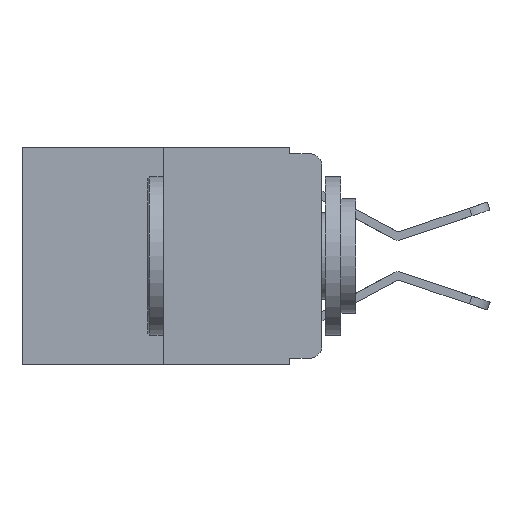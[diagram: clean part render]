
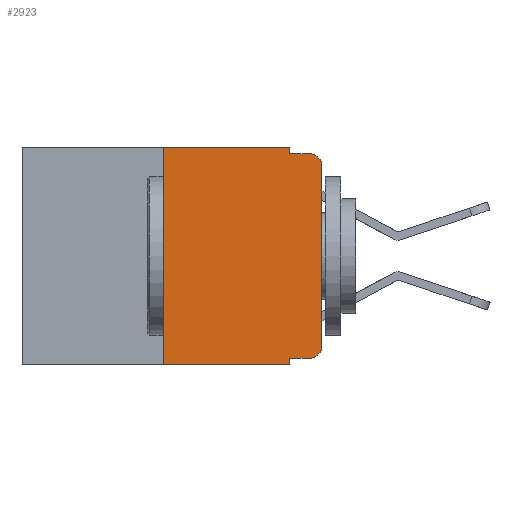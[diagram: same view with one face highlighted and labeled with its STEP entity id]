
A CAD part, left-side view. The second image highlights one B-rep face of the part: STEP entity #2923.
In plain terms, the highlighted planar face has unit normal (-1, 0, 0).
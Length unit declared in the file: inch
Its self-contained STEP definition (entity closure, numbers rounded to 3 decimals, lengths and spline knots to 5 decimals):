
#145 = VERTEX_POINT ( 'NONE', #2090 ) ;
#190 = DIRECTION ( 'NONE',  ( 0., 0., 1. ) ) ;
#351 = VECTOR ( 'NONE', #11498, 39.37008 ) ;
#447 = ORIENTED_EDGE ( 'NONE', *, *, #11378, .T. ) ;
#467 = EDGE_CURVE ( 'NONE', #5097, #11637, #1942, .T. ) ;
#602 = VECTOR ( 'NONE', #1070, 39.37008 ) ;
#807 = EDGE_CURVE ( 'NONE', #8008, #5097, #10743, .T. ) ;
#1070 = DIRECTION ( 'NONE',  ( 0., -1., 0. ) ) ;
#1101 = CIRCLE ( 'NONE', #6602, 0.02 ) ;
#1810 = VERTEX_POINT ( 'NONE', #9108 ) ;
#1861 = DIRECTION ( 'NONE',  ( 1., 0., 0. ) ) ;
#1886 = CARTESIAN_POINT ( 'NONE',  ( 0., 0.02, -0.03 ) ) ;
#1942 = LINE ( 'NONE', #8511, #8439 ) ;
#1993 = ORIENTED_EDGE ( 'NONE', *, *, #467, .F. ) ;
#2090 = CARTESIAN_POINT ( 'NONE',  ( 0., 0.051, -0.333 ) ) ;
#2784 = CARTESIAN_POINT ( 'NONE',  ( 0., 0.473, 0. ) ) ;
#2923 = ADVANCED_FACE ( 'NONE', ( #11213 ), #5471, .F. ) ;
#3080 = ORIENTED_EDGE ( 'NONE', *, *, #3374, .T. ) ;
#3151 = EDGE_CURVE ( 'NONE', #6975, #6283, #1101, .T. ) ;
#3330 = DIRECTION ( 'NONE',  ( 0., 0., -1. ) ) ;
#3346 = CIRCLE ( 'NONE', #7254, 0.02 ) ;
#3374 = EDGE_CURVE ( 'NONE', #4785, #1810, #3790, .T. ) ;
#3413 = CARTESIAN_POINT ( 'NONE',  ( 0., 0.051, 0. ) ) ;
#3529 = EDGE_CURVE ( 'NONE', #6283, #4112, #4099, .T. ) ;
#3752 = CARTESIAN_POINT ( 'NONE',  ( 0., 0.02, -0.01 ) ) ;
#3790 = LINE ( 'NONE', #3976, #351 ) ;
#3803 = DIRECTION ( 'NONE',  ( 0., 0., -1. ) ) ;
#3924 = CARTESIAN_POINT ( 'NONE',  ( 0., 0.051, 0. ) ) ;
#3976 = CARTESIAN_POINT ( 'NONE',  ( 0., 0.473, -0.343 ) ) ;
#4099 = LINE ( 'NONE', #7598, #6416 ) ;
#4112 = VERTEX_POINT ( 'NONE', #6123 ) ;
#4288 = AXIS2_PLACEMENT_3D ( 'NONE', #2784, #1861, #3803 ) ;
#4574 = DIRECTION ( 'NONE',  ( -1., 0., 0. ) ) ;
#4675 = ORIENTED_EDGE ( 'NONE', *, *, #7529, .F. ) ;
#4785 = VERTEX_POINT ( 'NONE', #8851 ) ;
#4846 = CARTESIAN_POINT ( 'NONE',  ( 0., 0.02, -0.333 ) ) ;
#4986 = VERTEX_POINT ( 'NONE', #11739 ) ;
#5097 = VERTEX_POINT ( 'NONE', #6364 ) ;
#5160 = DIRECTION ( 'NONE',  ( -1., 0., 0. ) ) ;
#5471 = PLANE ( 'NONE',  #4288 ) ;
#5492 = VECTOR ( 'NONE', #8313, 39.37008 ) ;
#6123 = CARTESIAN_POINT ( 'NONE',  ( 0., 0., -0.03 ) ) ;
#6276 = VECTOR ( 'NONE', #10657, 39.37008 ) ;
#6283 = VERTEX_POINT ( 'NONE', #11644 ) ;
#6347 = CARTESIAN_POINT ( 'NONE',  ( 0., 0.051, 0. ) ) ;
#6364 = CARTESIAN_POINT ( 'NONE',  ( 0., 0.051, -0.01 ) ) ;
#6416 = VECTOR ( 'NONE', #190, 39.37008 ) ;
#6602 = AXIS2_PLACEMENT_3D ( 'NONE', #7246, #5160, #3330 ) ;
#6859 = LINE ( 'NONE', #3924, #6276 ) ;
#6975 = VERTEX_POINT ( 'NONE', #4846 ) ;
#7246 = CARTESIAN_POINT ( 'NONE',  ( 0., 0.02, -0.313 ) ) ;
#7254 = AXIS2_PLACEMENT_3D ( 'NONE', #1886, #4574, #9220 ) ;
#7315 = EDGE_LOOP ( 'NONE', ( #11571, #11186, #1993, #12108, #11049, #9819, #3080, #4675, #447, #7587 ) ) ;
#7529 = EDGE_CURVE ( 'NONE', #145, #1810, #6859, .T. ) ;
#7581 = DIRECTION ( 'NONE',  ( 0., -1., 0. ) ) ;
#7587 = ORIENTED_EDGE ( 'NONE', *, *, #3151, .T. ) ;
#7598 = CARTESIAN_POINT ( 'NONE',  ( 0., 0., 0. ) ) ;
#7640 = VECTOR ( 'NONE', #7581, 39.37008 ) ;
#8008 = VERTEX_POINT ( 'NONE', #6347 ) ;
#8276 = CARTESIAN_POINT ( 'NONE',  ( 0., 0.25, 0. ) ) ;
#8313 = DIRECTION ( 'NONE',  ( 0., 0., -1. ) ) ;
#8439 = VECTOR ( 'NONE', #9583, 39.37008 ) ;
#8511 = CARTESIAN_POINT ( 'NONE',  ( 0., 0.051, -0.01 ) ) ;
#8851 = CARTESIAN_POINT ( 'NONE',  ( 0., 0.25, -0.343 ) ) ;
#9098 = DIRECTION ( 'NONE',  ( 0., 0., 1. ) ) ;
#9108 = CARTESIAN_POINT ( 'NONE',  ( 0., 0.051, -0.343 ) ) ;
#9220 = DIRECTION ( 'NONE',  ( 0., 0., -1. ) ) ;
#9354 = EDGE_CURVE ( 'NONE', #4785, #4986, #11984, .T. ) ;
#9583 = DIRECTION ( 'NONE',  ( 0., -1., 0. ) ) ;
#9819 = ORIENTED_EDGE ( 'NONE', *, *, #9354, .F. ) ;
#10385 = VECTOR ( 'NONE', #9098, 39.37008 ) ;
#10512 = LINE ( 'NONE', #11653, #7640 ) ;
#10657 = DIRECTION ( 'NONE',  ( 0., 0., -1. ) ) ;
#10736 = CARTESIAN_POINT ( 'NONE',  ( 0., 0.473, 0. ) ) ;
#10743 = LINE ( 'NONE', #3413, #5492 ) ;
#10864 = LINE ( 'NONE', #10736, #602 ) ;
#11049 = ORIENTED_EDGE ( 'NONE', *, *, #11399, .F. ) ;
#11186 = ORIENTED_EDGE ( 'NONE', *, *, #11360, .T. ) ;
#11213 = FACE_OUTER_BOUND ( 'NONE', #7315, .T. ) ;
#11360 = EDGE_CURVE ( 'NONE', #4112, #11637, #3346, .T. ) ;
#11378 = EDGE_CURVE ( 'NONE', #145, #6975, #10512, .T. ) ;
#11399 = EDGE_CURVE ( 'NONE', #4986, #8008, #10864, .T. ) ;
#11498 = DIRECTION ( 'NONE',  ( 0., -1., 0. ) ) ;
#11571 = ORIENTED_EDGE ( 'NONE', *, *, #3529, .T. ) ;
#11637 = VERTEX_POINT ( 'NONE', #3752 ) ;
#11644 = CARTESIAN_POINT ( 'NONE',  ( 0., 0., -0.313 ) ) ;
#11653 = CARTESIAN_POINT ( 'NONE',  ( 0., 0.051, -0.333 ) ) ;
#11739 = CARTESIAN_POINT ( 'NONE',  ( 0., 0.25, 0. ) ) ;
#11984 = LINE ( 'NONE', #8276, #10385 ) ;
#12108 = ORIENTED_EDGE ( 'NONE', *, *, #807, .F. ) ;
